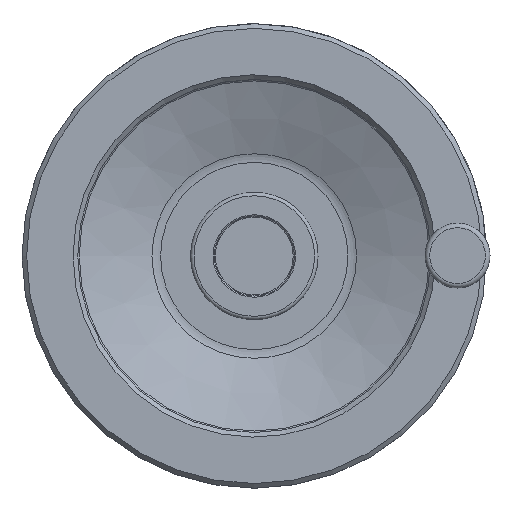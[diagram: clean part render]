
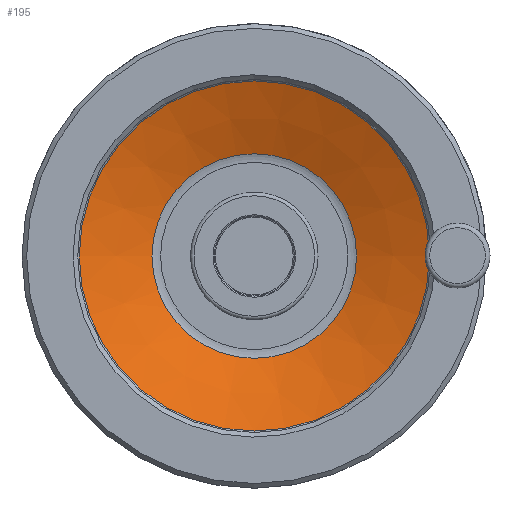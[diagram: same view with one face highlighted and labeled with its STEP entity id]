
A CAD part, top view. The second image highlights one B-rep face of the part: STEP entity #195.
In plain terms, the highlighted conical face has half-angle 68.199 degrees and reference radius 42.25 mm.
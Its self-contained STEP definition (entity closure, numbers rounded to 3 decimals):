
#195 = ADVANCED_FACE( '', ( #476, #477 ), #478, .F. );
#476 = FACE_BOUND( '', #869, .T. );
#477 = FACE_OUTER_BOUND( '', #870, .T. );
#478 = CONICAL_SURFACE( '', #871, 42.25, 1.19 );
#869 = EDGE_LOOP( '', ( #2532 ) );
#870 = EDGE_LOOP( '', ( #2533 ) );
#871 = AXIS2_PLACEMENT_3D( '', #2534, #2535, #2536 );
#2532 = ORIENTED_EDGE( '', *, *, #3112, .T. );
#2533 = ORIENTED_EDGE( '', *, *, #3127, .T. );
#2534 = CARTESIAN_POINT( '', ( 0., 0., 24.4 ) );
#2535 = DIRECTION( '', ( 0., 0., 1. ) );
#2536 = DIRECTION( '', ( 1., 0., 0. ) );
#3112 = EDGE_CURVE( '', #3469, #3469, #3470, .T. );
#3127 = EDGE_CURVE( '', #3490, #3490, #3491, .T. );
#3469 = VERTEX_POINT( '', #3977 );
#3470 = CIRCLE( '', #3978, 44.038 );
#3490 = VERTEX_POINT( '', #4093 );
#3491 = CIRCLE( '', #4094, 75.371 );
#3977 = CARTESIAN_POINT( '', ( -44.038, 0., 25.115 ) );
#3978 = AXIS2_PLACEMENT_3D( '', #4898, #4899, #4900 );
#4093 = CARTESIAN_POINT( '', ( 75.371, 0., 37.649 ) );
#4094 = AXIS2_PLACEMENT_3D( '', #4916, #4917, #4918 );
#4898 = CARTESIAN_POINT( '', ( 0., 0., 25.115 ) );
#4899 = DIRECTION( '', ( 0., 0., -1. ) );
#4900 = DIRECTION( '', ( -1., 0., 0. ) );
#4916 = CARTESIAN_POINT( '', ( 0., 0., 37.649 ) );
#4917 = DIRECTION( '', ( 0., 0., 1. ) );
#4918 = DIRECTION( '', ( 1., 0., 0. ) );
